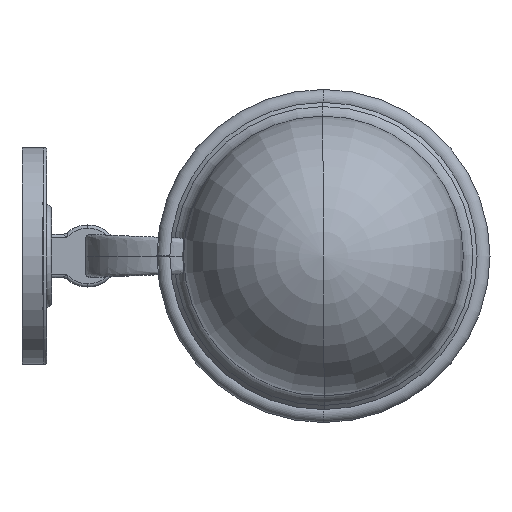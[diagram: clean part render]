
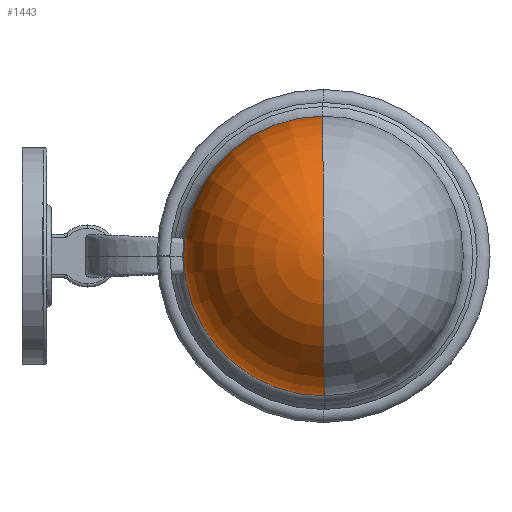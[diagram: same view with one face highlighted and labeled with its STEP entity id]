
A CAD part, front view. The second image highlights one B-rep face of the part: STEP entity #1443.
In plain terms, the highlighted toroidal (fillet/blend) face has major radius 2.142 mm and minor radius 47.142 mm.
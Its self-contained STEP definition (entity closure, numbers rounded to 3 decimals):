
#75 = VERTEX_POINT ( 'NONE', #1892 ) ;
#119 = EDGE_LOOP ( 'NONE', ( #1728, #1804, #1781 ) ) ;
#290 = AXIS2_PLACEMENT_3D ( 'NONE', #955, #940, #954 ) ;
#347 = AXIS2_PLACEMENT_3D ( 'NONE', #2153, #2155, #2150 ) ;
#406 = AXIS2_PLACEMENT_3D ( 'NONE', #3278, #3279, #3280 ) ;
#424 = AXIS2_PLACEMENT_3D ( 'NONE', #3354, #3355, #3356 ) ;
#940 = DIRECTION ( 'NONE',  ( 0., -1., 0. ) ) ;
#954 = DIRECTION ( 'NONE',  ( 0., 0., -1. ) ) ;
#955 = CARTESIAN_POINT ( 'NONE',  ( 0., 47.094, 0. ) ) ;
#1443 = ADVANCED_FACE ( 'NONE', ( #2886 ), #2878, .T. ) ;
#1728 = ORIENTED_EDGE ( 'NONE', *, *, #3813, .F. ) ;
#1781 = ORIENTED_EDGE ( 'NONE', *, *, #3646, .T. ) ;
#1804 = ORIENTED_EDGE ( 'NONE', *, *, #2136, .T. ) ;
#1892 = CARTESIAN_POINT ( 'NONE',  ( 0., 0., 0. ) ) ;
#2136 = EDGE_CURVE ( 'NONE', #2290, #2223, #2346, .T. ) ;
#2150 = DIRECTION ( 'NONE',  ( 0., 0., -1. ) ) ;
#2153 = CARTESIAN_POINT ( 'NONE',  ( 0., 47.094, 0. ) ) ;
#2155 = DIRECTION ( 'NONE',  ( 0., -1., 0. ) ) ;
#2223 = VERTEX_POINT ( 'NONE', #2907 ) ;
#2290 = VERTEX_POINT ( 'NONE', #2977 ) ;
#2346 = CIRCLE ( 'NONE', #347, 45. ) ;
#2467 = CIRCLE ( 'NONE', #406, 47.142 ) ;
#2500 = CIRCLE ( 'NONE', #424, 47.142 ) ;
#2878 = TOROIDAL_SURFACE ( 'NONE', #290, -2.142, 47.142 ) ;
#2886 = FACE_OUTER_BOUND ( 'NONE', #119, .T. ) ;
#2907 = CARTESIAN_POINT ( 'NONE',  ( 0., 47.094, -45. ) ) ;
#2977 = CARTESIAN_POINT ( 'NONE',  ( 0., 47.094, 45. ) ) ;
#3278 = CARTESIAN_POINT ( 'NONE',  ( 0., 47.094, 2.142 ) ) ;
#3279 = DIRECTION ( 'NONE',  ( -1., 0., 0. ) ) ;
#3280 = DIRECTION ( 'NONE',  ( 0., 0., 1. ) ) ;
#3354 = CARTESIAN_POINT ( 'NONE',  ( 0., 47.094, -2.142 ) ) ;
#3355 = DIRECTION ( 'NONE',  ( 1., 0., 0. ) ) ;
#3356 = DIRECTION ( 'NONE',  ( 0., 0., -1. ) ) ;
#3646 = EDGE_CURVE ( 'NONE', #2223, #75, #2467, .T. ) ;
#3813 = EDGE_CURVE ( 'NONE', #2290, #75, #2500, .T. ) ;
